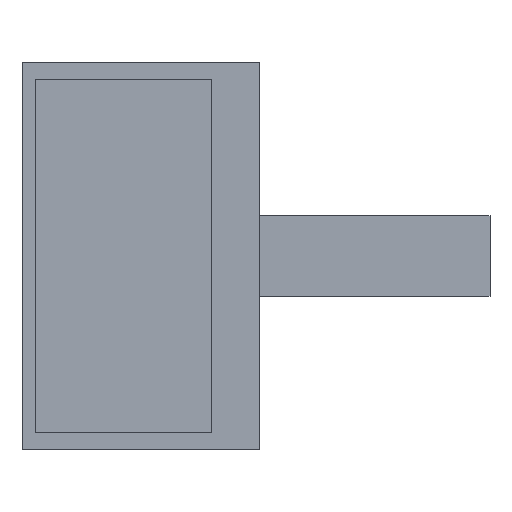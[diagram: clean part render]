
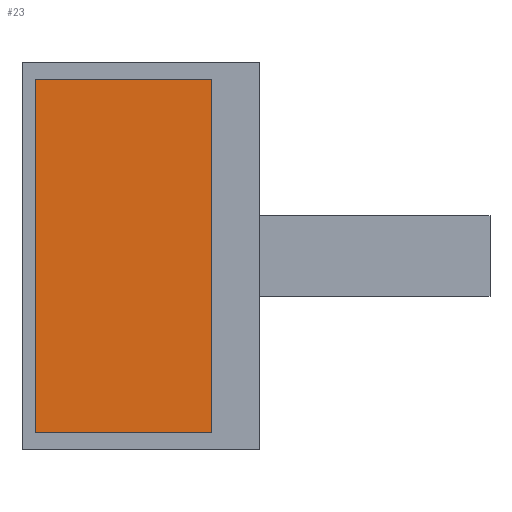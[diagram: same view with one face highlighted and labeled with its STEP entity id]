
A CAD part, top view. The second image highlights one B-rep face of the part: STEP entity #23.
In plain terms, the highlighted planar face has unit normal (0, 0, 1).
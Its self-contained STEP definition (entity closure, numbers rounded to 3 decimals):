
#18 = ORIENTED_EDGE ( 'NONE', *, *, #560, .T. ) ;
#23 = ADVANCED_FACE ( 'NONE', ( #232 ), #167, .T. ) ;
#36 = DIRECTION ( 'NONE',  ( 0., -1., 0. ) ) ;
#68 = VECTOR ( 'NONE', #640, 1000. ) ;
#113 = ORIENTED_EDGE ( 'NONE', *, *, #343, .T. ) ;
#126 = CARTESIAN_POINT ( 'NONE',  ( -13.745, 0., 1.5 ) ) ;
#143 = CARTESIAN_POINT ( 'NONE',  ( 0., 27.505, 1.5 ) ) ;
#154 = LINE ( 'NONE', #552, #643 ) ;
#165 = VERTEX_POINT ( 'NONE', #215 ) ;
#167 = PLANE ( 'NONE',  #694 ) ;
#204 = LINE ( 'NONE', #143, #415 ) ;
#211 = VERTEX_POINT ( 'NONE', #628 ) ;
#215 = CARTESIAN_POINT ( 'NONE',  ( 13.745, 27.505, 1.5 ) ) ;
#232 = FACE_OUTER_BOUND ( 'NONE', #298, .T. ) ;
#236 = DIRECTION ( 'NONE',  ( 1., 0., 0. ) ) ;
#274 = DIRECTION ( 'NONE',  ( -1., 0., 0. ) ) ;
#288 = CARTESIAN_POINT ( 'NONE',  ( -13.745, 27.505, 1.5 ) ) ;
#298 = EDGE_LOOP ( 'NONE', ( #113, #18, #320, #477 ) ) ;
#302 = DIRECTION ( 'NONE',  ( -1., 0., 0. ) ) ;
#310 = CARTESIAN_POINT ( 'NONE',  ( 13.745, 0., 1.5 ) ) ;
#320 = ORIENTED_EDGE ( 'NONE', *, *, #474, .F. ) ;
#335 = EDGE_CURVE ( 'NONE', #165, #547, #589, .T. ) ;
#343 = EDGE_CURVE ( 'NONE', #165, #644, #204, .T. ) ;
#407 = CARTESIAN_POINT ( 'NONE',  ( 13.745, -27.505, 1.5 ) ) ;
#415 = VECTOR ( 'NONE', #302, 1000. ) ;
#454 = CARTESIAN_POINT ( 'NONE',  ( 0., 0., 1.5 ) ) ;
#456 = VECTOR ( 'NONE', #36, 1000. ) ;
#474 = EDGE_CURVE ( 'NONE', #547, #211, #154, .T. ) ;
#477 = ORIENTED_EDGE ( 'NONE', *, *, #335, .F. ) ;
#511 = DIRECTION ( 'NONE',  ( 0., 0., 1. ) ) ;
#530 = LINE ( 'NONE', #126, #456 ) ;
#547 = VERTEX_POINT ( 'NONE', #407 ) ;
#552 = CARTESIAN_POINT ( 'NONE',  ( 0., -27.505, 1.5 ) ) ;
#560 = EDGE_CURVE ( 'NONE', #644, #211, #530, .T. ) ;
#589 = LINE ( 'NONE', #310, #68 ) ;
#628 = CARTESIAN_POINT ( 'NONE',  ( -13.745, -27.505, 1.5 ) ) ;
#640 = DIRECTION ( 'NONE',  ( 0., -1., 0. ) ) ;
#643 = VECTOR ( 'NONE', #274, 1000. ) ;
#644 = VERTEX_POINT ( 'NONE', #288 ) ;
#694 = AXIS2_PLACEMENT_3D ( 'NONE', #454, #511, #236 ) ;
